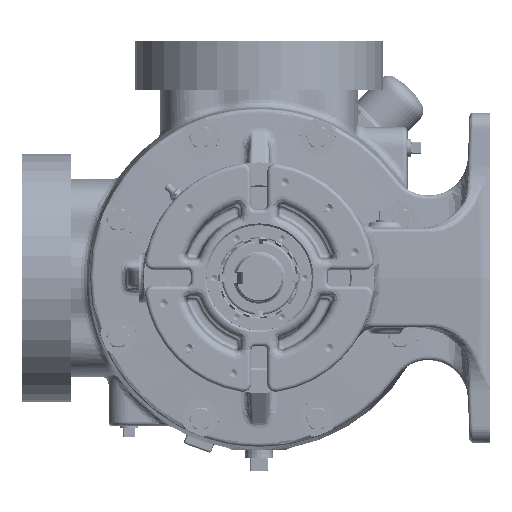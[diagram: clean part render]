
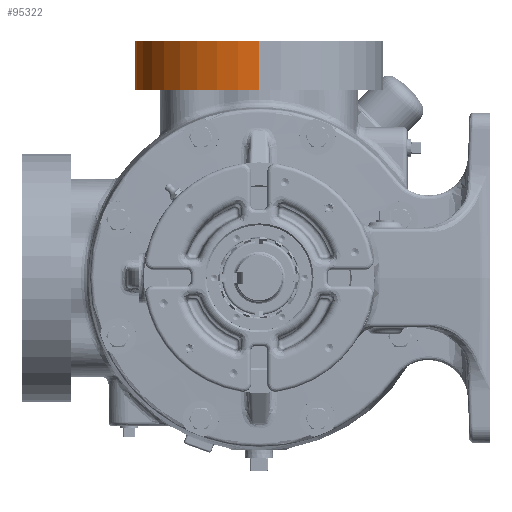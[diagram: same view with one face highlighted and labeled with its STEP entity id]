
A CAD part, left-side view. The second image highlights one B-rep face of the part: STEP entity #95322.
In plain terms, the highlighted cylindrical face has radius 95.25 mm (diameter 190.5 mm), a partial arc.
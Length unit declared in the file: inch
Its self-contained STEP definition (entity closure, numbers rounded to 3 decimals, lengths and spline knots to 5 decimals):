
#789 = VERTEX_POINT ( 'NONE', #38411 ) ;
#6366 = ORIENTED_EDGE ( 'NONE', *, *, #87919, .T. ) ;
#6909 = CIRCLE ( 'NONE', #238377, 3.75 ) ;
#10205 = CARTESIAN_POINT ( 'NONE',  ( -0.405, 0., 5.6875 ) ) ;
#18217 = VECTOR ( 'NONE', #208064, 39.37008 ) ;
#20538 = AXIS2_PLACEMENT_3D ( 'NONE', #55789, #254233, #134962 ) ;
#21514 = CYLINDRICAL_SURFACE ( 'NONE', #206891, 3.75 ) ;
#30298 = LINE ( 'NONE', #148459, #18217 ) ;
#38411 = CARTESIAN_POINT ( 'NONE',  ( -0.405, 0., 7.1875 ) ) ;
#40403 = EDGE_CURVE ( 'NONE', #789, #81002, #152372, .T. ) ;
#42807 = EDGE_CURVE ( 'NONE', #789, #171041, #6909, .T. ) ;
#44424 = DIRECTION ( 'NONE',  ( -1., 0., 0. ) ) ;
#55789 = CARTESIAN_POINT ( 'NONE',  ( 3.345, 0., 5.6875 ) ) ;
#65650 = CARTESIAN_POINT ( 'NONE',  ( 7.095, 0., 7.1875 ) ) ;
#81002 = VERTEX_POINT ( 'NONE', #10205 ) ;
#87919 = EDGE_CURVE ( 'NONE', #171041, #251972, #30298, .T. ) ;
#87976 = ORIENTED_EDGE ( 'NONE', *, *, #40403, .F. ) ;
#95322 = ADVANCED_FACE ( 'Defeatured_0_3443', ( #218747 ), #21514, .T. ) ;
#100841 = ORIENTED_EDGE ( 'NONE', *, *, #245814, .F. ) ;
#101432 = ORIENTED_EDGE ( 'NONE', *, *, #42807, .T. ) ;
#134962 = DIRECTION ( 'NONE',  ( -1., 0., 0. ) ) ;
#141077 = EDGE_LOOP ( 'NONE', ( #101432, #6366, #100841, #87976 ) ) ;
#144395 = CARTESIAN_POINT ( 'NONE',  ( 3.345, 0., 7.1875 ) ) ;
#148459 = CARTESIAN_POINT ( 'NONE',  ( 7.095, 0., 4.98196 ) ) ;
#152372 = LINE ( 'NONE', #247099, #242489 ) ;
#160348 = CARTESIAN_POINT ( 'NONE',  ( 3.345, 0., 4.98196 ) ) ;
#161620 = DIRECTION ( 'NONE',  ( 0., 0., -1. ) ) ;
#162870 = CARTESIAN_POINT ( 'NONE',  ( 7.095, 0., 5.6875 ) ) ;
#166743 = DIRECTION ( 'NONE',  ( -1., 0., 0. ) ) ;
#171041 = VERTEX_POINT ( 'NONE', #65650 ) ;
#171818 = DIRECTION ( 'NONE',  ( 0., 0., -1. ) ) ;
#206891 = AXIS2_PLACEMENT_3D ( 'NONE', #160348, #161620, #166743 ) ;
#208064 = DIRECTION ( 'NONE',  ( 0., 0., -1. ) ) ;
#218747 = FACE_OUTER_BOUND ( 'NONE', #141077, .T. ) ;
#220909 = DIRECTION ( 'NONE',  ( 0., 0., -1. ) ) ;
#238377 = AXIS2_PLACEMENT_3D ( 'NONE', #144395, #220909, #44424 ) ;
#242489 = VECTOR ( 'NONE', #171818, 39.37008 ) ;
#244269 = CIRCLE ( 'NONE', #20538, 3.75 ) ;
#245814 = EDGE_CURVE ( 'NONE', #81002, #251972, #244269, .T. ) ;
#247099 = CARTESIAN_POINT ( 'NONE',  ( -0.405, 0., 4.98196 ) ) ;
#251972 = VERTEX_POINT ( 'NONE', #162870 ) ;
#254233 = DIRECTION ( 'NONE',  ( 0., 0., -1. ) ) ;
